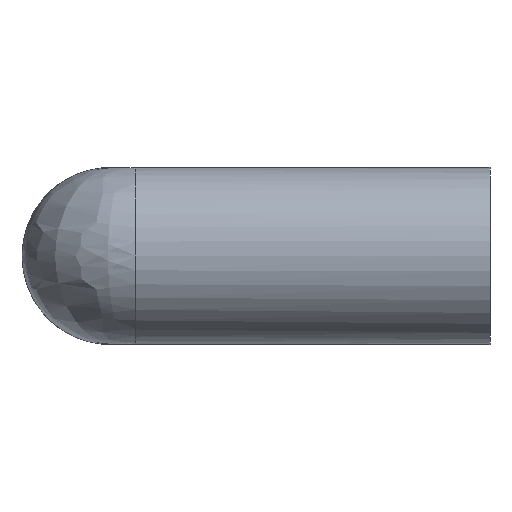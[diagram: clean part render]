
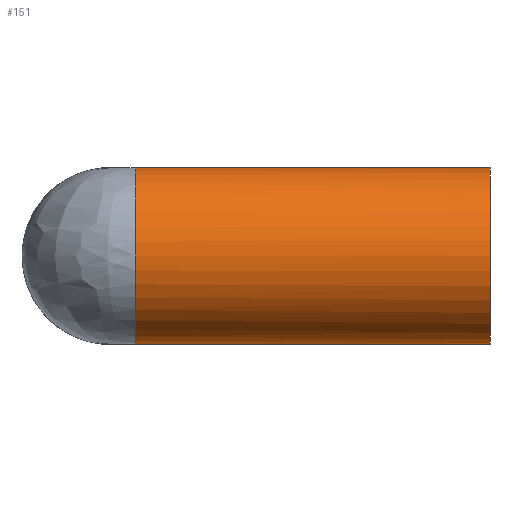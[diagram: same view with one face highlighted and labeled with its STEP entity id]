
A CAD part, front view. The second image highlights one B-rep face of the part: STEP entity #151.
In plain terms, the highlighted cylindrical face has radius 7 mm (diameter 14 mm), a full revolution.
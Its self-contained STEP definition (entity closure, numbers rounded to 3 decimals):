
#21=LINE('',#360,#27);
#27=VECTOR('',#218,7.);
#33=CYLINDRICAL_SURFACE('',#188,7.);
#37=CIRCLE('',#184,7.);
#38=CIRCLE('',#185,7.);
#41=CIRCLE('',#189,7.);
#50=FACE_OUTER_BOUND('',#60,.T.);
#60=EDGE_LOOP('',(#118,#119,#120,#121,#122,#123));
#70=ELLIPSE('',#182,11.402,7.);
#74=VERTEX_POINT('',#301);
#76=VERTEX_POINT('',#315);
#78=VERTEX_POINT('',#352);
#80=VERTEX_POINT('',#359);
#89=EDGE_CURVE('',#74,#76,#70,.T.);
#92=EDGE_CURVE('',#76,#78,#37,.T.);
#93=EDGE_CURVE('',#78,#74,#38,.T.);
#96=EDGE_CURVE('',#78,#80,#21,.T.);
#97=EDGE_CURVE('',#80,#80,#41,.T.);
#118=ORIENTED_EDGE('',*,*,#89,.F.);
#119=ORIENTED_EDGE('',*,*,#93,.F.);
#120=ORIENTED_EDGE('',*,*,#96,.T.);
#121=ORIENTED_EDGE('',*,*,#97,.F.);
#122=ORIENTED_EDGE('',*,*,#96,.F.);
#123=ORIENTED_EDGE('',*,*,#92,.F.);
#151=ADVANCED_FACE('',(#50),#33,.T.);
#182=AXIS2_PLACEMENT_3D('',#316,#204,#205);
#184=AXIS2_PLACEMENT_3D('',#353,#208,#209);
#185=AXIS2_PLACEMENT_3D('',#354,#210,#211);
#188=AXIS2_PLACEMENT_3D('',#358,#216,#217);
#189=AXIS2_PLACEMENT_3D('',#361,#219,#220);
#204=DIRECTION('center_axis',(-0.614,0.789,0.));
#205=DIRECTION('ref_axis',(0.789,0.614,0.));
#208=DIRECTION('center_axis',(-1.,0.,0.));
#209=DIRECTION('ref_axis',(0.,1.,0.));
#210=DIRECTION('center_axis',(-1.,0.,0.));
#211=DIRECTION('ref_axis',(0.,1.,0.));
#216=DIRECTION('center_axis',(-1.,0.,0.));
#217=DIRECTION('ref_axis',(0.,1.,0.));
#218=DIRECTION('',(1.,0.,0.));
#219=DIRECTION('center_axis',(1.,0.,0.));
#220=DIRECTION('ref_axis',(0.,1.,0.));
#301=CARTESIAN_POINT('',(2.,1.556,6.825));
#315=CARTESIAN_POINT('',(2.,1.556,-6.825));
#316=CARTESIAN_POINT('Origin',(0.,0.,0.));
#352=CARTESIAN_POINT('',(2.,-7.,0.));
#353=CARTESIAN_POINT('Origin',(2.,0.,0.));
#354=CARTESIAN_POINT('Origin',(2.,0.,0.));
#358=CARTESIAN_POINT('Origin',(30.,0.,0.));
#359=CARTESIAN_POINT('',(30.,-7.,0.));
#360=CARTESIAN_POINT('',(30.,-7.,0.));
#361=CARTESIAN_POINT('Origin',(30.,0.,0.));
